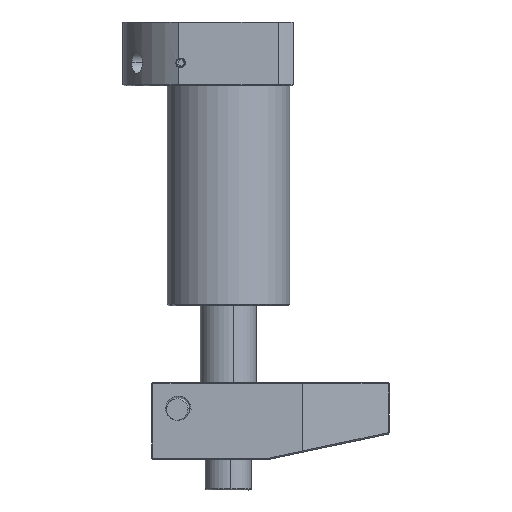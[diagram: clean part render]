
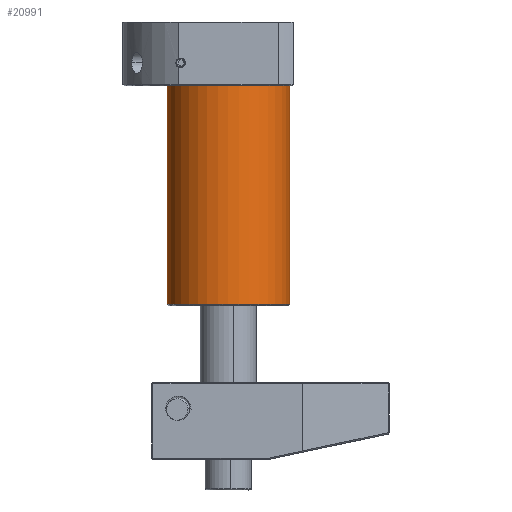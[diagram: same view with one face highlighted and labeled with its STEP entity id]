
A CAD part, front view. The second image highlights one B-rep face of the part: STEP entity #20991.
In plain terms, the highlighted cylindrical face has radius 24 mm (diameter 48 mm), a partial arc.
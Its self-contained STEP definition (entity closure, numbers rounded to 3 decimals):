
#392 = DIRECTION ( 'NONE',  ( 0., 0., -1. ) ) ;
#748 = DIRECTION ( 'NONE',  ( 0., 0., -1. ) ) ;
#829 = AXIS2_PLACEMENT_3D ( 'NONE', #10997, #392, #12777 ) ;
#1154 = AXIS2_PLACEMENT_3D ( 'NONE', #18337, #748, #2526 ) ;
#1451 = CARTESIAN_POINT ( 'NONE',  ( 24., 0., 85.9 ) ) ;
#1671 = CARTESIAN_POINT ( 'NONE',  ( -24., 0., 85.9 ) ) ;
#2472 = FACE_OUTER_BOUND ( 'NONE', #9638, .T. ) ;
#2526 = DIRECTION ( 'NONE',  ( -1., 0., 0. ) ) ;
#3102 = VERTEX_POINT ( 'NONE', #1671 ) ;
#3355 = CARTESIAN_POINT ( 'NONE',  ( 0., 0., 0.5 ) ) ;
#4134 = CARTESIAN_POINT ( 'NONE',  ( 24., 0., 0.5 ) ) ;
#4513 = LINE ( 'NONE', #19473, #18043 ) ;
#4762 = EDGE_CURVE ( 'NONE', #8789, #3102, #7844, .T. ) ;
#5122 = DIRECTION ( 'NONE',  ( 1., 0., 0. ) ) ;
#5883 = VECTOR ( 'NONE', #20723, 1000. ) ;
#5918 = EDGE_CURVE ( 'NONE', #3102, #22671, #4513, .T. ) ;
#5965 = ORIENTED_EDGE ( 'NONE', *, *, #4762, .T. ) ;
#6638 = CARTESIAN_POINT ( 'NONE',  ( -24., 0., 0.5 ) ) ;
#7844 = CIRCLE ( 'NONE', #829, 24. ) ;
#8789 = VERTEX_POINT ( 'NONE', #1451 ) ;
#9515 = ORIENTED_EDGE ( 'NONE', *, *, #5918, .T. ) ;
#9638 = EDGE_LOOP ( 'NONE', ( #15937, #5965, #9515, #9821 ) ) ;
#9821 = ORIENTED_EDGE ( 'NONE', *, *, #15276, .T. ) ;
#10574 = LINE ( 'NONE', #11905, #5883 ) ;
#10997 = CARTESIAN_POINT ( 'NONE',  ( 0., 0., 85.9 ) ) ;
#11905 = CARTESIAN_POINT ( 'NONE',  ( 24., 0., 85.9 ) ) ;
#12777 = DIRECTION ( 'NONE',  ( -1., 0., 0. ) ) ;
#14262 = DIRECTION ( 'NONE',  ( 0., 0., -1. ) ) ;
#15276 = EDGE_CURVE ( 'NONE', #22671, #17357, #22450, .T. ) ;
#15695 = DIRECTION ( 'NONE',  ( 0., 0., 1. ) ) ;
#15937 = ORIENTED_EDGE ( 'NONE', *, *, #18301, .F. ) ;
#16000 = CYLINDRICAL_SURFACE ( 'NONE', #1154, 24. ) ;
#17357 = VERTEX_POINT ( 'NONE', #4134 ) ;
#18043 = VECTOR ( 'NONE', #14262, 1000. ) ;
#18301 = EDGE_CURVE ( 'NONE', #8789, #17357, #10574, .T. ) ;
#18337 = CARTESIAN_POINT ( 'NONE',  ( 0., 0., 85.9 ) ) ;
#19473 = CARTESIAN_POINT ( 'NONE',  ( -24., 0., 85.9 ) ) ;
#19558 = AXIS2_PLACEMENT_3D ( 'NONE', #3355, #15695, #5122 ) ;
#20723 = DIRECTION ( 'NONE',  ( 0., 0., -1. ) ) ;
#20991 = ADVANCED_FACE ( 'NONE', ( #2472 ), #16000, .T. ) ;
#22450 = CIRCLE ( 'NONE', #19558, 24. ) ;
#22671 = VERTEX_POINT ( 'NONE', #6638 ) ;
